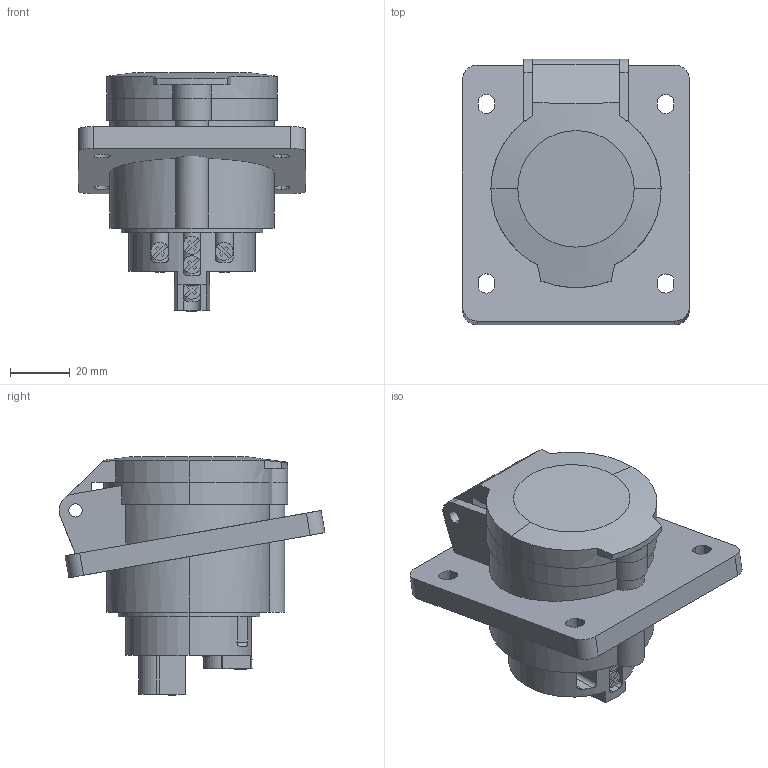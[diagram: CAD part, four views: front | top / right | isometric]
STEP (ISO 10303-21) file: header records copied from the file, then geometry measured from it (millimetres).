
FILE_DESCRIPTION (( 'STEP AP214' ), '1' );
FILE_NAME ('PSR42-016-4 Ðîçåòêà 414 ñêðûòàÿ 3Ð+Å 16À 380Â IP44 ÈÝÊ.STEP', '2017-03-21T12:23:06', ( '' ), ( '' ), 'SwSTEP 2.0', 'SolidWorks 2014', '' );
FILE_SCHEMA (( 'AUTOMOTIVE_DESIGN' ));
Length unit declared in the file: millimetre
Products named in the file (1): PSR42-016-4 Ðîçåòêà 414 ñêðûòàÿ 3Ð+Å 16À 380Â IP44 ÈÝÊ
Bounding box: 76 x 88.99 x 79.8 mm (x, y, z)
Volume: 131074.1 mm3; surface area: 55601.8 mm2
Topology: 7 solids, 7 shells, 403 faces, 1039 edges, 690 vertices
Faces by surface type: plane 221, cylinder 135, bspline 37, cone 10
Entity records: 14589 total; most frequent: CARTESIAN_POINT 4665, ORIENTED_EDGE 2078, DIRECTION 1953, EDGE_CURVE 1039, VERTEX_POINT 690, AXIS2_PLACEMENT_3D 661, VECTOR 631, LINE 631
